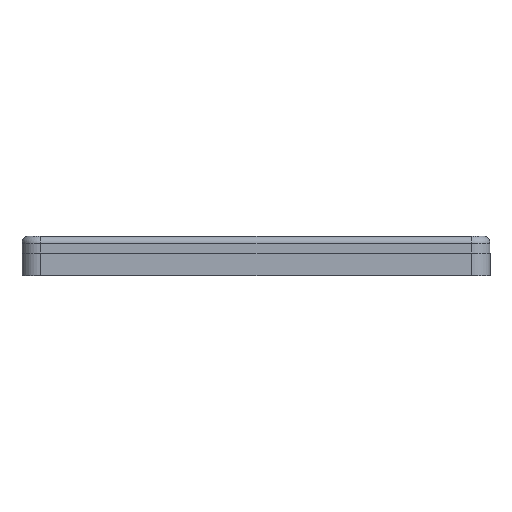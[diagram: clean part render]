
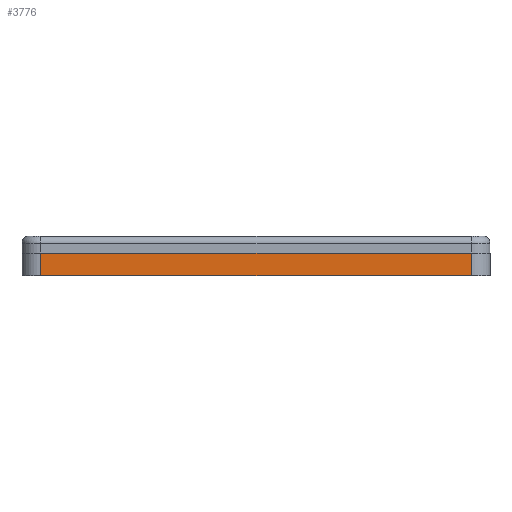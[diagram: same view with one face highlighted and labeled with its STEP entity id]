
A CAD part, left-side view. The second image highlights one B-rep face of the part: STEP entity #3776.
In plain terms, the highlighted planar face has unit normal (-1, 0, 0).
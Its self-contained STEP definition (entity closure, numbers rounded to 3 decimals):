
#410=FACE_OUTER_BOUND('',#651,.T.);
#651=EDGE_LOOP('',(#2652,#2653,#2654,#2655));
#984=LINE('',#5740,#1339);
#995=LINE('',#5779,#1350);
#999=LINE('',#5801,#1354);
#1000=LINE('',#5803,#1355);
#1339=VECTOR('',#4514,10.);
#1350=VECTOR('',#4553,10.);
#1354=VECTOR('',#4577,10.);
#1355=VECTOR('',#4580,10.);
#1693=VERTEX_POINT('',#5737);
#1694=VERTEX_POINT('',#5739);
#1707=VERTEX_POINT('',#5776);
#1708=VERTEX_POINT('',#5778);
#2051=EDGE_CURVE('',#1693,#1694,#984,.T.);
#2071=EDGE_CURVE('',#1707,#1708,#995,.T.);
#2083=EDGE_CURVE('',#1694,#1707,#999,.T.);
#2084=EDGE_CURVE('',#1708,#1693,#1000,.T.);
#2652=ORIENTED_EDGE('',*,*,#2083,.F.);
#2653=ORIENTED_EDGE('',*,*,#2051,.F.);
#2654=ORIENTED_EDGE('',*,*,#2084,.F.);
#2655=ORIENTED_EDGE('',*,*,#2071,.F.);
#3637=PLANE('',#4060);
#3776=ADVANCED_FACE('',(#410),#3637,.F.);
#4060=AXIS2_PLACEMENT_3D('',#5802,#4578,#4579);
#4514=DIRECTION('',(0.,-1.,0.));
#4553=DIRECTION('',(0.,1.,0.));
#4577=DIRECTION('',(0.,0.,-1.));
#4578=DIRECTION('center_axis',(1.,0.,0.));
#4579=DIRECTION('ref_axis',(0.,-1.,0.));
#4580=DIRECTION('',(0.,0.,1.));
#5737=CARTESIAN_POINT('',(-127.,55.15,3.));
#5739=CARTESIAN_POINT('',(-127.,-61.25,3.));
#5740=CARTESIAN_POINT('',(-127.,30.932,3.));
#5776=CARTESIAN_POINT('',(-127.,-61.25,-3.2));
#5778=CARTESIAN_POINT('',(-127.,55.15,-3.2));
#5779=CARTESIAN_POINT('',(-127.,30.932,-3.2));
#5801=CARTESIAN_POINT('',(-127.,-61.25,3.8));
#5802=CARTESIAN_POINT('Origin',(-127.,64.915,7.6));
#5803=CARTESIAN_POINT('',(-127.,55.15,3.8));
